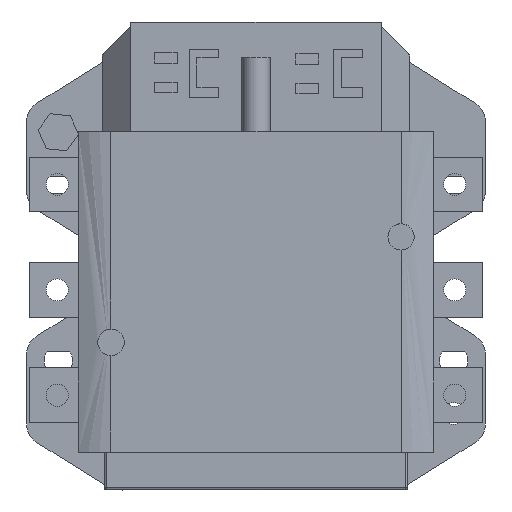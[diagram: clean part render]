
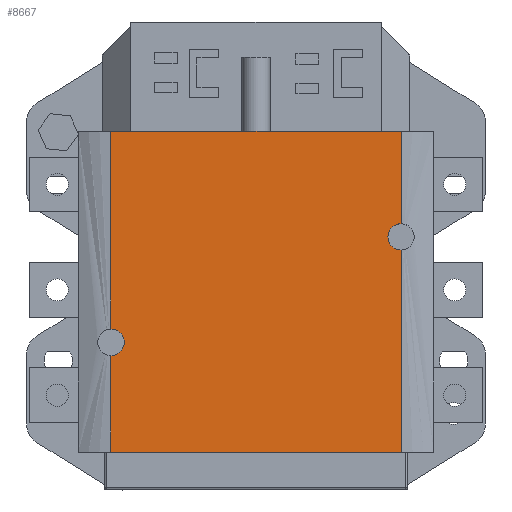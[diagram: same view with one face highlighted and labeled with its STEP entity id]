
A CAD part, top view. The second image highlights one B-rep face of the part: STEP entity #8667.
In plain terms, the highlighted planar face has unit normal (0, 0, -1).
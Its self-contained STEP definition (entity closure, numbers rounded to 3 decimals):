
#118 = LINE ( 'NONE', #2970, #2438 ) ;
#162 = VERTEX_POINT ( 'NONE', #8138 ) ;
#245 = DIRECTION ( 'NONE',  ( 0., 0., 1. ) ) ;
#272 = VERTEX_POINT ( 'NONE', #8468 ) ;
#346 = ORIENTED_EDGE ( 'NONE', *, *, #5792, .F. ) ;
#504 = VERTEX_POINT ( 'NONE', #9961 ) ;
#549 = DIRECTION ( 'NONE',  ( 0., 1., 0. ) ) ;
#593 = EDGE_CURVE ( 'NONE', #272, #8260, #5663, .T. ) ;
#971 = DIRECTION ( 'NONE',  ( 0., 1., 0. ) ) ;
#1119 = CIRCLE ( 'NONE', #8314, 6.026 ) ;
#1150 = CARTESIAN_POINT ( 'NONE',  ( -66.042, -25.974, 218. ) ) ;
#1228 = ORIENTED_EDGE ( 'NONE', *, *, #1477, .F. ) ;
#1253 = CIRCLE ( 'NONE', #1394, 5.977 ) ;
#1302 = VECTOR ( 'NONE', #4849, 1000. ) ;
#1394 = AXIS2_PLACEMENT_3D ( 'NONE', #10735, #6805, #7878 ) ;
#1447 = CARTESIAN_POINT ( 'NONE',  ( 66.042, -82., 218. ) ) ;
#1477 = EDGE_CURVE ( 'NONE', #9252, #10562, #7777, .T. ) ;
#1961 = VECTOR ( 'NONE', #8366, 1000. ) ;
#2095 = LINE ( 'NONE', #10203, #8079 ) ;
#2228 = ORIENTED_EDGE ( 'NONE', *, *, #4584, .T. ) ;
#2438 = VECTOR ( 'NONE', #3964, 1000. ) ;
#2533 = EDGE_LOOP ( 'NONE', ( #9643, #7251, #2718, #10929, #5279, #1228, #346, #2228 ) ) ;
#2718 = ORIENTED_EDGE ( 'NONE', *, *, #9078, .F. ) ;
#2898 = CARTESIAN_POINT ( 'NONE',  ( 66.042, 64., 218. ) ) ;
#2965 = EDGE_CURVE ( 'NONE', #162, #6994, #1119, .T. ) ;
#2970 = CARTESIAN_POINT ( 'NONE',  ( 0., -82., 218. ) ) ;
#3088 = CARTESIAN_POINT ( 'NONE',  ( -66.042, -32., 218. ) ) ;
#3932 = EDGE_CURVE ( 'NONE', #272, #10562, #1253, .T. ) ;
#3964 = DIRECTION ( 'NONE',  ( 1., 0., 0. ) ) ;
#4320 = DIRECTION ( 'NONE',  ( -1., 0., 0. ) ) ;
#4584 = EDGE_CURVE ( 'NONE', #5124, #162, #9195, .T. ) ;
#4849 = DIRECTION ( 'NONE',  ( 0., 1., 0. ) ) ;
#5124 = VERTEX_POINT ( 'NONE', #6731 ) ;
#5253 = VECTOR ( 'NONE', #971, 1000. ) ;
#5279 = ORIENTED_EDGE ( 'NONE', *, *, #3932, .T. ) ;
#5367 = PLANE ( 'NONE',  #9330 ) ;
#5427 = CARTESIAN_POINT ( 'NONE',  ( 66.042, 10.023, 218. ) ) ;
#5663 = LINE ( 'NONE', #6356, #1961 ) ;
#5792 = EDGE_CURVE ( 'NONE', #5124, #9252, #118, .T. ) ;
#6189 = FACE_OUTER_BOUND ( 'NONE', #2533, .T. ) ;
#6356 = CARTESIAN_POINT ( 'NONE',  ( 66.042, -9., 218. ) ) ;
#6635 = VECTOR ( 'NONE', #4320, 1000. ) ;
#6731 = CARTESIAN_POINT ( 'NONE',  ( -66.042, -82., 218. ) ) ;
#6805 = DIRECTION ( 'NONE',  ( 0., 0., 1. ) ) ;
#6994 = VERTEX_POINT ( 'NONE', #1150 ) ;
#7112 = EDGE_CURVE ( 'NONE', #6994, #504, #2095, .T. ) ;
#7251 = ORIENTED_EDGE ( 'NONE', *, *, #7112, .T. ) ;
#7777 = LINE ( 'NONE', #10759, #1302 ) ;
#7878 = DIRECTION ( 'NONE',  ( 0., -1., 0. ) ) ;
#8079 = VECTOR ( 'NONE', #549, 1000. ) ;
#8138 = CARTESIAN_POINT ( 'NONE',  ( -66.042, -38.026, 218. ) ) ;
#8260 = VERTEX_POINT ( 'NONE', #2898 ) ;
#8314 = AXIS2_PLACEMENT_3D ( 'NONE', #3088, #245, #11886 ) ;
#8366 = DIRECTION ( 'NONE',  ( 0., 1., 0. ) ) ;
#8468 = CARTESIAN_POINT ( 'NONE',  ( 66.042, 21.977, 218. ) ) ;
#8667 = ADVANCED_FACE ( 'NONE', ( #6189 ), #5367, .T. ) ;
#9078 = EDGE_CURVE ( 'NONE', #8260, #504, #12578, .T. ) ;
#9195 = LINE ( 'NONE', #12633, #5253 ) ;
#9252 = VERTEX_POINT ( 'NONE', #1447 ) ;
#9270 = CARTESIAN_POINT ( 'NONE',  ( 66.042, -82., 218. ) ) ;
#9330 = AXIS2_PLACEMENT_3D ( 'NONE', #9270, #11282, #12168 ) ;
#9643 = ORIENTED_EDGE ( 'NONE', *, *, #2965, .T. ) ;
#9961 = CARTESIAN_POINT ( 'NONE',  ( -66.042, 64., 218. ) ) ;
#10203 = CARTESIAN_POINT ( 'NONE',  ( -66.042, -9., 218. ) ) ;
#10562 = VERTEX_POINT ( 'NONE', #5427 ) ;
#10735 = CARTESIAN_POINT ( 'NONE',  ( 66.042, 16., 218. ) ) ;
#10759 = CARTESIAN_POINT ( 'NONE',  ( 66.042, -9., 218. ) ) ;
#10929 = ORIENTED_EDGE ( 'NONE', *, *, #593, .F. ) ;
#11282 = DIRECTION ( 'NONE',  ( 0., 0., -1. ) ) ;
#11886 = DIRECTION ( 'NONE',  ( 0., -1., 0. ) ) ;
#12113 = CARTESIAN_POINT ( 'NONE',  ( 0., 64., 218. ) ) ;
#12168 = DIRECTION ( 'NONE',  ( -1., 0., 0. ) ) ;
#12578 = LINE ( 'NONE', #12113, #6635 ) ;
#12633 = CARTESIAN_POINT ( 'NONE',  ( -66.042, -9., 218. ) ) ;
